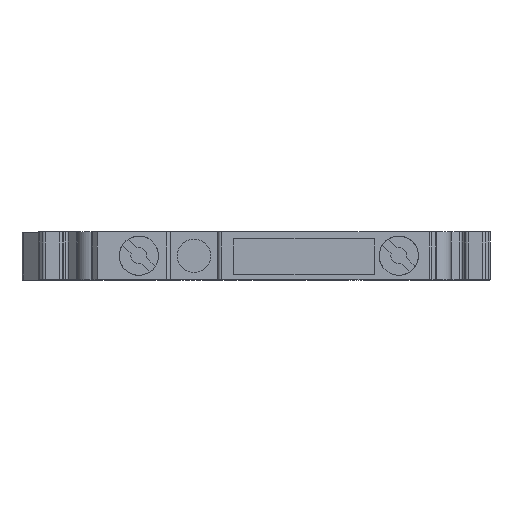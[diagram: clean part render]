
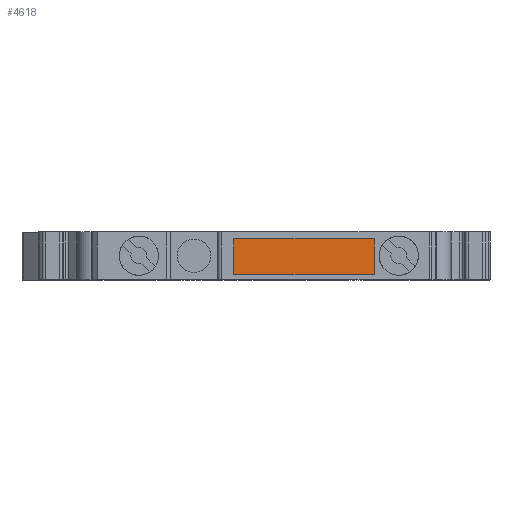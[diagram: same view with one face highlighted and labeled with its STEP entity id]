
A CAD part, top view. The second image highlights one B-rep face of the part: STEP entity #4618.
In plain terms, the highlighted planar face has unit normal (0, 0, 1).
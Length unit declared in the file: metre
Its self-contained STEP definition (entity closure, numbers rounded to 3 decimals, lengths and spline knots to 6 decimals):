
#293=FACE_OUTER_BOUND('',#531,.T.);
#531=EDGE_LOOP('',(#3837,#3838,#3839,#3840));
#967=LINE('',#7533,#1426);
#969=LINE('',#7537,#1428);
#971=LINE('',#7541,#1430);
#973=LINE('',#7544,#1432);
#1426=VECTOR('',#6197,0.00445);
#1428=VECTOR('',#6201,0.0176);
#1430=VECTOR('',#6205,0.00445);
#1432=VECTOR('',#6209,0.0176);
#2084=VERTEX_POINT('',#7530);
#2085=VERTEX_POINT('',#7532);
#2086=VERTEX_POINT('',#7536);
#2087=VERTEX_POINT('',#7540);
#2686=EDGE_CURVE('',#2084,#2085,#967,.T.);
#2688=EDGE_CURVE('',#2085,#2086,#969,.T.);
#2690=EDGE_CURVE('',#2086,#2087,#971,.T.);
#2692=EDGE_CURVE('',#2087,#2084,#973,.T.);
#3837=ORIENTED_EDGE('',*,*,#2686,.F.);
#3838=ORIENTED_EDGE('',*,*,#2692,.F.);
#3839=ORIENTED_EDGE('',*,*,#2690,.F.);
#3840=ORIENTED_EDGE('',*,*,#2688,.F.);
#4166=PLANE('',#5037);
#4618=ADVANCED_FACE('',(#293),#4166,.F.);
#5037=AXIS2_PLACEMENT_3D('',#7545,#6210,#6211);
#6197=DIRECTION('',(0.,-1.,0.));
#6201=DIRECTION('',(-1.,0.,0.));
#6205=DIRECTION('',(0.,1.,0.));
#6209=DIRECTION('',(1.,0.,0.));
#6210=DIRECTION('center_axis',(0.,0.,-1.));
#6211=DIRECTION('ref_axis',(-1.,0.,0.));
#7530=CARTESIAN_POINT('',(0.005212,0.0051,0.038688));
#7532=CARTESIAN_POINT('',(0.005212,0.00065,0.038688));
#7533=CARTESIAN_POINT('',(0.005212,0.0051,0.038688));
#7536=CARTESIAN_POINT('',(-0.012388,0.00065,0.038694));
#7537=CARTESIAN_POINT('',(0.005212,0.00065,0.038688));
#7540=CARTESIAN_POINT('',(-0.012388,0.0051,0.038694));
#7541=CARTESIAN_POINT('',(-0.012388,0.00065,0.038694));
#7544=CARTESIAN_POINT('',(-0.012388,0.0051,0.038694));
#7545=CARTESIAN_POINT('Origin',(-0.009589,0.,0.038693));
